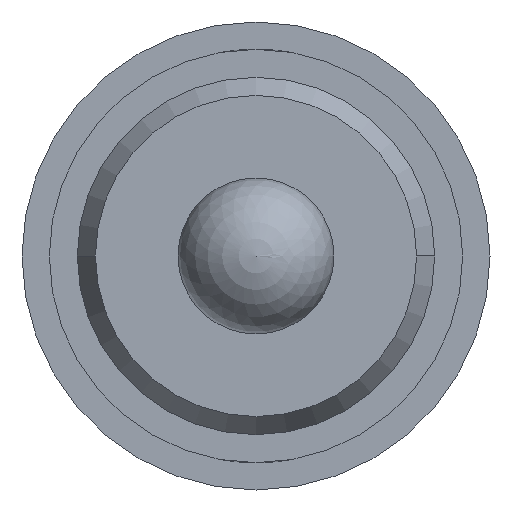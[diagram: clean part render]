
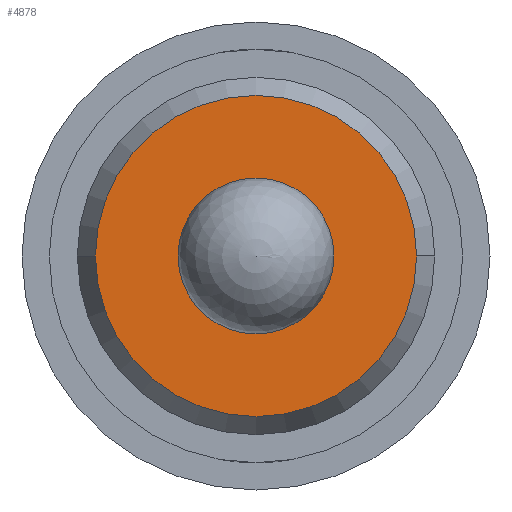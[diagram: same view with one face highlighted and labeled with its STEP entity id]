
A CAD part, front view. The second image highlights one B-rep face of the part: STEP entity #4878.
In plain terms, the highlighted planar face has unit normal (0, -1, 0).
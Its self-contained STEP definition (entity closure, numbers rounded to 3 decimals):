
#53 = ORIENTED_EDGE ( 'NONE', *, *, #5477, .T. ) ;
#202 = DIRECTION ( 'NONE',  ( 0., -1., 0. ) ) ;
#224 = CARTESIAN_POINT ( 'NONE',  ( 0., -28.6, 0. ) ) ;
#303 = ORIENTED_EDGE ( 'NONE', *, *, #5359, .T. ) ;
#362 = AXIS2_PLACEMENT_3D ( 'NONE', #224, #1155, #1582 ) ;
#690 = CIRCLE ( 'NONE', #362, 0.5 ) ;
#1004 = AXIS2_PLACEMENT_3D ( 'NONE', #4762, #3339, #3364 ) ;
#1155 = DIRECTION ( 'NONE',  ( 0., 1., 0. ) ) ;
#1244 = EDGE_LOOP ( 'NONE', ( #5573, #2985 ) ) ;
#1386 = EDGE_CURVE ( 'Defeature ausgef�hrt1_17+Defeature ausgef�hrt1_14+Defeature ausgef�hrt1_14+Defeature ausgef�hrt1_14', #2118, #2563, #3300, .T. ) ;
#1582 = DIRECTION ( 'NONE',  ( 0., 0., -1. ) ) ;
#1607 = EDGE_LOOP ( 'NONE', ( #303, #53 ) ) ;
#1742 = VERTEX_POINT ( 'NONE', #4812 ) ;
#1759 = DIRECTION ( 'NONE',  ( 0., 0., -1. ) ) ;
#1909 = CARTESIAN_POINT ( 'NONE',  ( 0., -28.6, 0. ) ) ;
#1935 = DIRECTION ( 'NONE',  ( 0., -1., 0. ) ) ;
#2055 = FACE_BOUND ( 'NONE', #1244, .T. ) ;
#2118 = VERTEX_POINT ( 'NONE', #3591 ) ;
#2417 = AXIS2_PLACEMENT_3D ( 'NONE', #3585, #4046, #1759 ) ;
#2472 = PLANE ( 'NONE',  #3046 ) ;
#2485 = CARTESIAN_POINT ( 'NONE',  ( -1.145, -28.6, 0. ) ) ;
#2563 = VERTEX_POINT ( 'NONE', #3882 ) ;
#2902 = VERTEX_POINT ( 'NONE', #5068 ) ;
#2985 = ORIENTED_EDGE ( 'NONE', *, *, #1386, .T. ) ;
#3046 = AXIS2_PLACEMENT_3D ( 'NONE', #2485, #202, #3918 ) ;
#3300 = CIRCLE ( 'NONE', #2417, 0.5 ) ;
#3339 = DIRECTION ( 'NONE',  ( 0., -1., 0. ) ) ;
#3364 = DIRECTION ( 'NONE',  ( 1., 0., 0. ) ) ;
#3379 = EDGE_CURVE ( 'Defeature ausgef�hrt1_17+Defeature ausgef�hrt1_14+Defeature ausgef�hrt1_14+Defeature ausgef�hrt1_14', #2563, #2118, #690, .T. ) ;
#3585 = CARTESIAN_POINT ( 'NONE',  ( 0., -28.6, 0. ) ) ;
#3591 = CARTESIAN_POINT ( 'NONE',  ( 0., -28.6, -0.5 ) ) ;
#3705 = CIRCLE ( 'NONE', #1004, 1.03 ) ;
#3786 = DIRECTION ( 'NONE',  ( 1., 0., 0. ) ) ;
#3882 = CARTESIAN_POINT ( 'NONE',  ( 0., -28.6, 0.5 ) ) ;
#3918 = DIRECTION ( 'NONE',  ( 1., 0., 0. ) ) ;
#4020 = FACE_OUTER_BOUND ( 'NONE', #1607, .T. ) ;
#4046 = DIRECTION ( 'NONE',  ( 0., 1., 0. ) ) ;
#4701 = AXIS2_PLACEMENT_3D ( 'NONE', #1909, #1935, #3786 ) ;
#4762 = CARTESIAN_POINT ( 'NONE',  ( 0., -28.6, 0. ) ) ;
#4812 = CARTESIAN_POINT ( 'NONE',  ( 1.03, -28.6, 0. ) ) ;
#4877 = CIRCLE ( 'NONE', #4701, 1.03 ) ;
#4878 = ADVANCED_FACE ( 'Defeature ausgef�hrt1_17', ( #2055, #4020 ), #2472, .T. ) ;
#5068 = CARTESIAN_POINT ( 'NONE',  ( -1.03, -28.6, 0. ) ) ;
#5359 = EDGE_CURVE ( 'Defeature ausgef�hrt1_17+Defeature ausgef�hrt1_16+Defeature ausgef�hrt1_16+Defeature ausgef�hrt1_16', #2902, #1742, #4877, .T. ) ;
#5477 = EDGE_CURVE ( 'Defeature ausgef�hrt1_17+Defeature ausgef�hrt1_16+Defeature ausgef�hrt1_16+Defeature ausgef�hrt1_16', #1742, #2902, #3705, .T. ) ;
#5573 = ORIENTED_EDGE ( 'NONE', *, *, #3379, .T. ) ;
